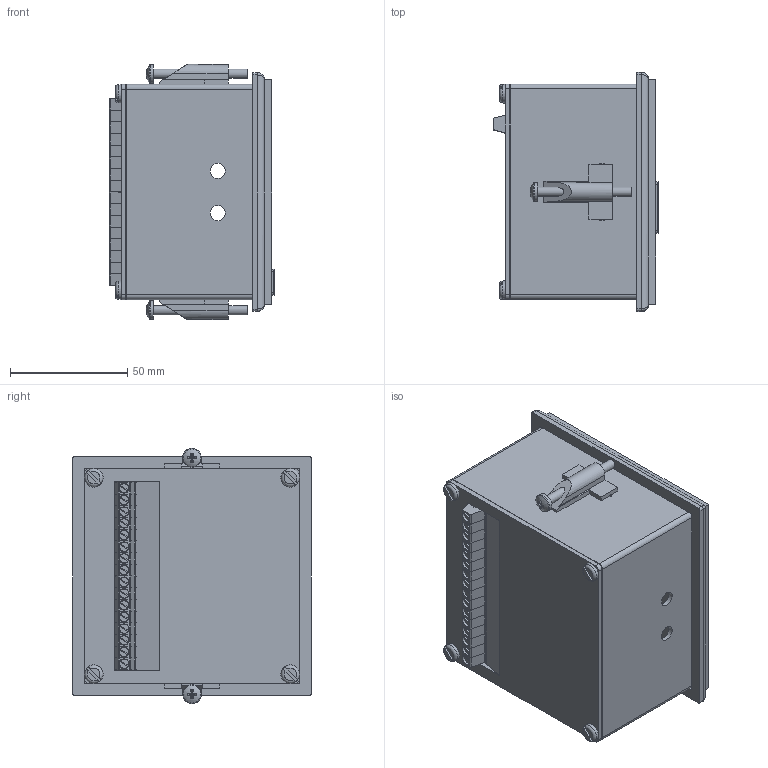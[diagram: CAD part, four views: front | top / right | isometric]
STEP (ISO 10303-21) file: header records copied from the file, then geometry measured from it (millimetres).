
FILE_DESCRIPTION (( 'STEP AP214' ), '1' );
FILE_NAME ('3D ìîäåëü ÑÈ30-Ù1.STEP', '2018-03-29T12:11:53', ( '' ), ( '' ), 'SwSTEP 2.0', 'SolidWorks 2015', '' );
FILE_SCHEMA (( 'AUTOMOTIVE_DESIGN' ));
Length unit declared in the file: millimetre
Products named in the file (11): 3D ìîäåëü ÑÈ30-Ù1; Óïëîòíèòåëü; SI30_005F05M; 鏢鵿櫡 膹樦擨鴀鍒; 抔樦憵; Êîðïóñ ÑÈ30-Ù1 ïåðåä; B18.6.7M - M4 x 0.7 x 40 Type I Cross Recessed PHMS --40N_B18.6.7M - M4 x 0.7 x 40 Type I Cross Recessed PHMS --40N; ﾇ琥韲; USB 諘蜱齁罻; ISO 1580 - M4 x 20 --- 20N_ISO 1580 - M4 x 20 --- 20N; Êîðïóñ ÑÈ30-Ù1 çàä
Assembly tree (30 placements, depth 3):
  3D ìîäåëü ÑÈ30-Ù1
    Êîðïóñ ÑÈ30-Ù1 ïåðåä
    Êîðïóñ ÑÈ30-Ù1 çàä
    ﾇ琥韲  x2
    B18.6.7M - M4 x 0.7 x 40 Type I Cross Recessed PHMS --40N_B18.6.7M - M4 x 0.7 x 40 Type I Cross Recessed PHMS --40N  x2
    鏢鵿櫡 膹樦擨鴀鍒
      抔樦憵  x16
    SI30_005F05M
    Óïëîòíèòåëü
    ISO 1580 - M4 x 20 --- 20N_ISO 1580 - M4 x 20 --- 20N  x4
    USB 諘蜱齁罻
Bounding box: 70.55 x 102 x 109 mm (x, y, z)
Volume: 131666.9 mm3; surface area: 123664.2 mm2
Topology: 31 solids, 31 shells, 1936 faces, 4778 edges, 3153 vertices
Faces by surface type: plane 1463, bspline 250, cylinder 206, torus 7, sphere 6, cone 4
Full cylindrical faces by diameter (mm): 0.905 x16, 1.646 x16, 2 x10, 2.477 x16, 3.871 x16, 4 x12, 4.2 x16, 4.5 x4, 4.8 x4, 6.5 x8, 8 x2
Entity records: 50724 total; most frequent: CARTESIAN_POINT 10214, ORIENTED_EDGE 6412, DIRECTION 4979, EDGE_CURVE 3206, VECTOR 2515, LINE 2515, VERTEX_POINT 2148, EDGE_LOOP 1482
